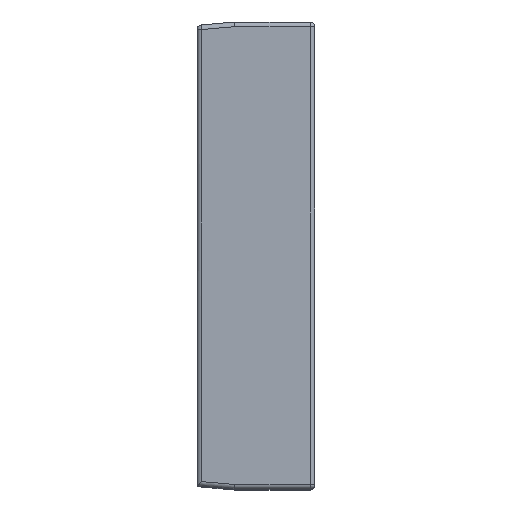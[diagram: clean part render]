
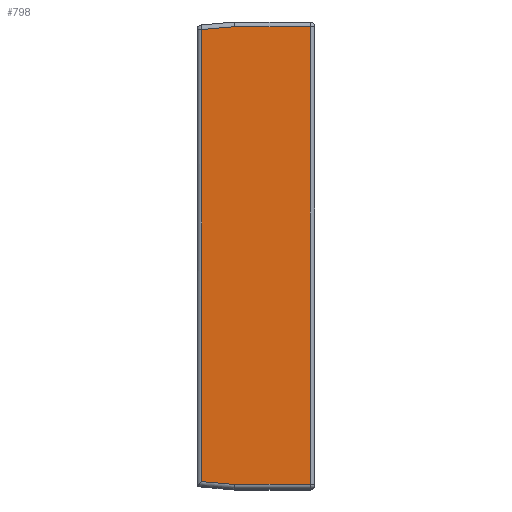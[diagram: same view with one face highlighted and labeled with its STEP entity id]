
A CAD part, top view. The second image highlights one B-rep face of the part: STEP entity #798.
In plain terms, the highlighted planar face has unit normal (0, 0, 1).
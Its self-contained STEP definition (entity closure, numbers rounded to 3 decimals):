
#79 = EDGE_CURVE ( 'NONE', #2326, #946, #4488, .T. ) ;
#188 = DIRECTION ( 'NONE',  ( 0., 0., 1. ) ) ;
#244 = CARTESIAN_POINT ( 'NONE',  ( -0.906, -9.757, 10.44 ) ) ;
#261 = CARTESIAN_POINT ( 'NONE',  ( -2.314, 0., 10.44 ) ) ;
#350 = AXIS2_PLACEMENT_3D ( 'NONE', #4535, #188, #1229 ) ;
#600 = ORIENTED_EDGE ( 'NONE', *, *, #3614, .T. ) ;
#632 = LINE ( 'NONE', #261, #3069 ) ;
#798 = ADVANCED_FACE ( 'NONE', ( #2772 ), #3557, .T. ) ;
#812 = DIRECTION ( 'NONE',  ( 1., 0., 0. ) ) ;
#922 = EDGE_CURVE ( 'NONE', #946, #1856, #1418, .T. ) ;
#946 = VERTEX_POINT ( 'NONE', #2141 ) ;
#963 = DIRECTION ( 'NONE',  ( 0.996, -0.087, 0. ) ) ;
#984 = EDGE_CURVE ( 'NONE', #988, #2016, #632, .T. ) ;
#988 = VERTEX_POINT ( 'NONE', #3247 ) ;
#1195 = LINE ( 'NONE', #4503, #4611 ) ;
#1229 = DIRECTION ( 'NONE',  ( 1., 0., 0. ) ) ;
#1418 = LINE ( 'NONE', #4764, #1976 ) ;
#1496 = EDGE_CURVE ( 'NONE', #2958, #988, #1195, .T. ) ;
#1576 = ORIENTED_EDGE ( 'NONE', *, *, #79, .T. ) ;
#1755 = DIRECTION ( 'NONE',  ( 0., -1., 0. ) ) ;
#1788 = DIRECTION ( 'NONE',  ( 0., 1., 0. ) ) ;
#1801 = LINE ( 'NONE', #3649, #4317 ) ;
#1856 = VERTEX_POINT ( 'NONE', #2546 ) ;
#1976 = VECTOR ( 'NONE', #1788, 1000. ) ;
#1987 = VECTOR ( 'NONE', #4592, 1000. ) ;
#2016 = VERTEX_POINT ( 'NONE', #3758 ) ;
#2141 = CARTESIAN_POINT ( 'NONE',  ( 2.315, -9.757, 10.44 ) ) ;
#2326 = VERTEX_POINT ( 'NONE', #244 ) ;
#2401 = CARTESIAN_POINT ( 'NONE',  ( -0.906, 9.757, 10.44 ) ) ;
#2460 = CARTESIAN_POINT ( 'NONE',  ( 0., 9.757, 10.44 ) ) ;
#2511 = VECTOR ( 'NONE', #812, 1000. ) ;
#2546 = CARTESIAN_POINT ( 'NONE',  ( 2.314, 9.757, 10.44 ) ) ;
#2772 = FACE_OUTER_BOUND ( 'NONE', #3732, .T. ) ;
#2828 = LINE ( 'NONE', #2460, #1987 ) ;
#2958 = VERTEX_POINT ( 'NONE', #2401 ) ;
#2970 = DIRECTION ( 'NONE',  ( -0.996, -0.087, 0. ) ) ;
#3069 = VECTOR ( 'NONE', #1755, 1000. ) ;
#3247 = CARTESIAN_POINT ( 'NONE',  ( -2.315, 9.634, 10.44 ) ) ;
#3555 = ORIENTED_EDGE ( 'NONE', *, *, #1496, .T. ) ;
#3557 = PLANE ( 'NONE',  #350 ) ;
#3614 = EDGE_CURVE ( 'NONE', #1856, #2958, #2828, .T. ) ;
#3649 = CARTESIAN_POINT ( 'NONE',  ( -0.854, -9.762, 10.44 ) ) ;
#3732 = EDGE_LOOP ( 'NONE', ( #3555, #4482, #4610, #1576, #4001, #600 ) ) ;
#3758 = CARTESIAN_POINT ( 'NONE',  ( -2.314, -9.634, 10.44 ) ) ;
#4001 = ORIENTED_EDGE ( 'NONE', *, *, #922, .T. ) ;
#4126 = CARTESIAN_POINT ( 'NONE',  ( 2.515, -9.757, 10.44 ) ) ;
#4317 = VECTOR ( 'NONE', #963, 1000. ) ;
#4459 = EDGE_CURVE ( 'NONE', #2016, #2326, #1801, .T. ) ;
#4482 = ORIENTED_EDGE ( 'NONE', *, *, #984, .T. ) ;
#4488 = LINE ( 'NONE', #4126, #2511 ) ;
#4503 = CARTESIAN_POINT ( 'NONE',  ( -2.497, 9.618, 10.44 ) ) ;
#4535 = CARTESIAN_POINT ( 'NONE',  ( 0., 0., 10.44 ) ) ;
#4592 = DIRECTION ( 'NONE',  ( -1., 0., 0. ) ) ;
#4610 = ORIENTED_EDGE ( 'NONE', *, *, #4459, .T. ) ;
#4611 = VECTOR ( 'NONE', #2970, 1000. ) ;
#4764 = CARTESIAN_POINT ( 'NONE',  ( 2.314, 9.957, 10.44 ) ) ;
